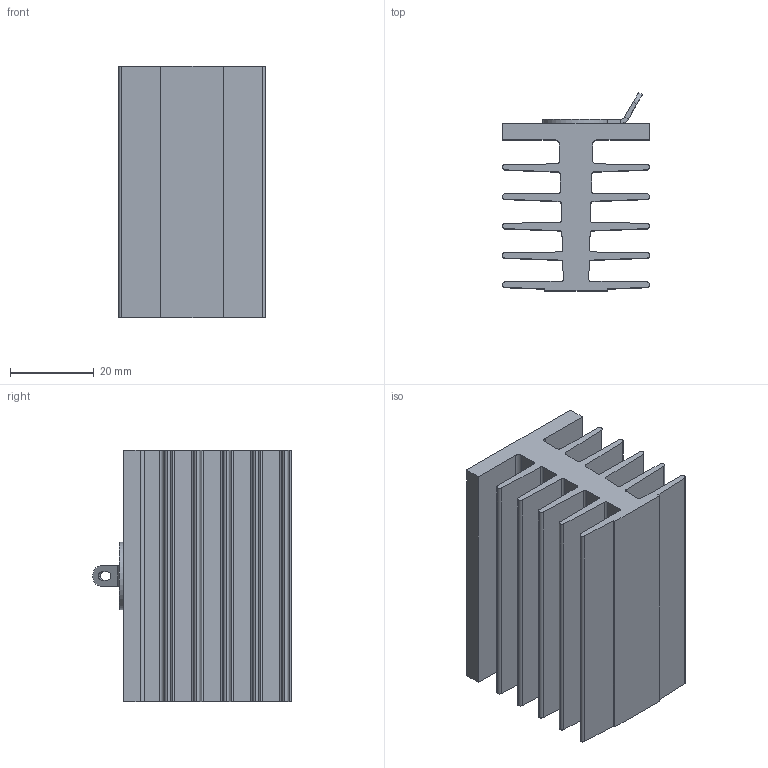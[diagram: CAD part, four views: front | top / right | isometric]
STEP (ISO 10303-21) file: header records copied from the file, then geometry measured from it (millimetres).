
FILE_DESCRIPTION (( 'STEP AP214' ), '1' );
FILE_NAME ('O121.STEP', '2021-04-19T06:56:24', ( '' ), ( '' ), 'SwSTEP 2.0', 'SolidWorks 2018', '' );
FILE_SCHEMA (( 'AUTOMOTIVE_DESIGN' ));
Length unit declared in the file: millimetre
Products named in the file (1): O121
Bounding box: 35 x 47.31 x 60 mm (x, y, z)
Volume: 36834 mm3; surface area: 27093.5 mm2
Topology: 2 solids, 2 shells, 120 faces, 328 edges, 209 vertices
Faces by surface type: cylinder 56, plane 52, cone 12
Entity records: 5139 total; most frequent: DIRECTION 682, CARTESIAN_POINT 652, ORIENTED_EDGE 644, EDGE_CURVE 322, AXIS2_PLACEMENT_3D 239, VERTEX_POINT 209, LINE 204, VECTOR 204
